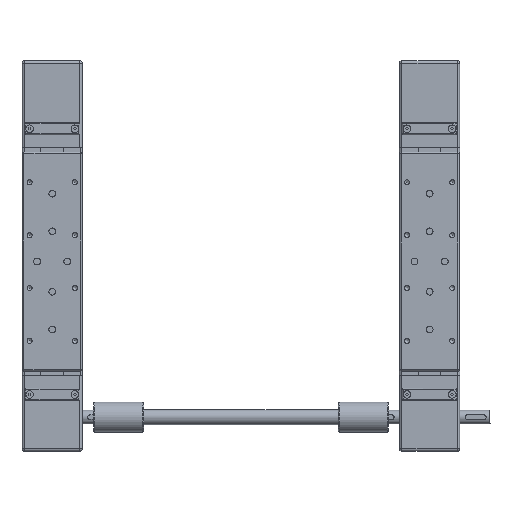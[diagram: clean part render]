
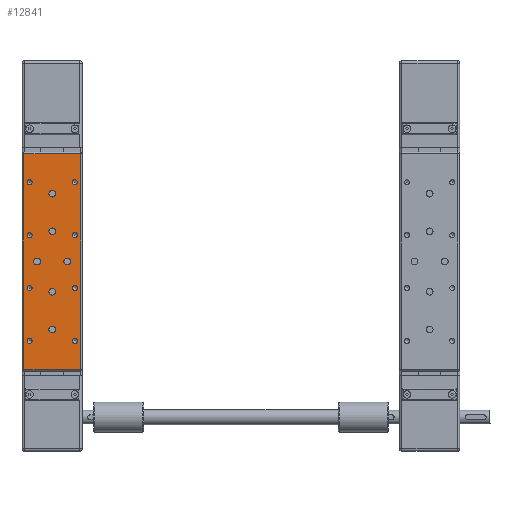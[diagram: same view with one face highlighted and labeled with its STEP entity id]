
A CAD part, top view. The second image highlights one B-rep face of the part: STEP entity #12841.
In plain terms, the highlighted face is planar.
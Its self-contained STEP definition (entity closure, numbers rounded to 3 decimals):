
#12316=CARTESIAN_POINT('',(37.499,60.001,-297.814));
#12317=VERTEX_POINT('',#12316);
#12366=CARTESIAN_POINT('',(-37.501,60.,-297.814));
#12367=VERTEX_POINT('',#12366);
#12429=CARTESIAN_POINT('',(37.499,60.001,-297.814));
#12430=DIRECTION('',(-1.,0.,0.0));
#12431=VECTOR('',#12430,75.);
#12432=LINE('',#12429,#12431);
#12433=EDGE_CURVE('',#12317,#12367,#12432,.T.);
#12443=CARTESIAN_POINT('',(37.499,60.001,-583.814));
#12444=VERTEX_POINT('',#12443);
#12495=CARTESIAN_POINT('',(-37.501,60.,-583.814));
#12496=VERTEX_POINT('',#12495);
#12558=CARTESIAN_POINT('',(-37.501,60.,-297.814));
#12559=DIRECTION('',(0.0,0.0,-1.0));
#12560=VECTOR('',#12559,286.0);
#12561=LINE('',#12558,#12560);
#12562=EDGE_CURVE('',#12367,#12496,#12561,.T.);
#12580=CARTESIAN_POINT('',(-37.501,60.,-583.814));
#12581=DIRECTION('',(1.,0.,0.0));
#12582=VECTOR('',#12581,75.0);
#12583=LINE('',#12580,#12582);
#12584=EDGE_CURVE('',#12496,#12444,#12583,.T.);
#12597=CARTESIAN_POINT('',(37.499,60.001,-583.814));
#12598=DIRECTION('',(0.0,0.0,1.0));
#12599=VECTOR('',#12598,286.);
#12600=LINE('',#12597,#12599);
#12601=EDGE_CURVE('',#12444,#12317,#12600,.T.);
#12676=CARTESIAN_POINT('',(-0.001,60.,-440.814));
#12677=DIRECTION('',(0.,1.,0.));
#12678=DIRECTION('',(0.0,0.0,1.0));
#12679=AXIS2_PLACEMENT_3D('',#12676,#12677,#12678);
#12680=PLANE('',#12679);
#12681=ORIENTED_EDGE('',*,*,#12433,.F.);
#12682=ORIENTED_EDGE('',*,*,#12601,.F.);
#12683=ORIENTED_EDGE('',*,*,#12584,.F.);
#12684=ORIENTED_EDGE('',*,*,#12562,.F.);
#12685=EDGE_LOOP('',(#12681,#12682,#12683,#12684));
#12686=FACE_OUTER_BOUND('',#12685,.T.);
#12687=CARTESIAN_POINT('',(-15.501,60.,-440.814));
#12688=VERTEX_POINT('',#12687);
#12689=CARTESIAN_POINT('',(-20.001,60.,-440.814));
#12690=DIRECTION('',(0.,-1.,0.));
#12691=DIRECTION('',(1.,0.,0.));
#12692=AXIS2_PLACEMENT_3D('',#12689,#12690,#12691);
#12693=CIRCLE('',#12692,4.5);
#12694=EDGE_CURVE('',#12688,#12688,#12693,.T.);
#12695=ORIENTED_EDGE('',*,*,#12694,.T.);
#12696=EDGE_LOOP('',(#12695));
#12697=FACE_BOUND('',#12696,.T.);
#12698=CARTESIAN_POINT('',(24.499,60.001,-440.814));
#12699=VERTEX_POINT('',#12698);
#12700=CARTESIAN_POINT('',(19.999,60.001,-440.814));
#12701=DIRECTION('',(0.,-1.,0.));
#12702=DIRECTION('',(1.,0.,0.));
#12703=AXIS2_PLACEMENT_3D('',#12700,#12701,#12702);
#12704=CIRCLE('',#12703,4.5);
#12705=EDGE_CURVE('',#12699,#12699,#12704,.T.);
#12706=ORIENTED_EDGE('',*,*,#12705,.T.);
#12707=EDGE_LOOP('',(#12706));
#12708=FACE_BOUND('',#12707,.T.);
#12709=CARTESIAN_POINT('',(4.499,60.,-480.814));
#12710=VERTEX_POINT('',#12709);
#12711=CARTESIAN_POINT('',(-0.001,60.,-480.814));
#12712=DIRECTION('',(0.,-1.,0.));
#12713=DIRECTION('',(1.,0.,0.));
#12714=AXIS2_PLACEMENT_3D('',#12711,#12712,#12713);
#12715=CIRCLE('',#12714,4.5);
#12716=EDGE_CURVE('',#12710,#12710,#12715,.T.);
#12717=ORIENTED_EDGE('',*,*,#12716,.T.);
#12718=EDGE_LOOP('',(#12717));
#12719=FACE_BOUND('',#12718,.T.);
#12720=CARTESIAN_POINT('',(4.499,60.,-530.814));
#12721=VERTEX_POINT('',#12720);
#12722=CARTESIAN_POINT('',(-0.001,60.,-530.814));
#12723=DIRECTION('',(0.,-1.,0.));
#12724=DIRECTION('',(1.,0.,0.));
#12725=AXIS2_PLACEMENT_3D('',#12722,#12723,#12724);
#12726=CIRCLE('',#12725,4.5);
#12727=EDGE_CURVE('',#12721,#12721,#12726,.T.);
#12728=ORIENTED_EDGE('',*,*,#12727,.T.);
#12729=EDGE_LOOP('',(#12728));
#12730=FACE_BOUND('',#12729,.T.);
#12731=CARTESIAN_POINT('',(4.499,60.,-400.814));
#12732=VERTEX_POINT('',#12731);
#12733=CARTESIAN_POINT('',(-0.001,60.,-400.814));
#12734=DIRECTION('',(0.,-1.,0.));
#12735=DIRECTION('',(1.,0.,0.));
#12736=AXIS2_PLACEMENT_3D('',#12733,#12734,#12735);
#12737=CIRCLE('',#12736,4.5);
#12738=EDGE_CURVE('',#12732,#12732,#12737,.T.);
#12739=ORIENTED_EDGE('',*,*,#12738,.T.);
#12740=EDGE_LOOP('',(#12739));
#12741=FACE_BOUND('',#12740,.T.);
#12742=CARTESIAN_POINT('',(4.499,60.,-350.814));
#12743=VERTEX_POINT('',#12742);
#12744=CARTESIAN_POINT('',(-0.001,60.,-350.814));
#12745=DIRECTION('',(0.,-1.,0.));
#12746=DIRECTION('',(1.,0.,0.));
#12747=AXIS2_PLACEMENT_3D('',#12744,#12745,#12746);
#12748=CIRCLE('',#12747,4.5);
#12749=EDGE_CURVE('',#12743,#12743,#12748,.T.);
#12750=ORIENTED_EDGE('',*,*,#12749,.T.);
#12751=EDGE_LOOP('',(#12750));
#12752=FACE_BOUND('',#12751,.T.);
#12753=CARTESIAN_POINT('',(-26.677,60.,-335.814));
#12754=VERTEX_POINT('',#12753);
#12755=CARTESIAN_POINT('',(-30.001,60.,-335.814));
#12756=DIRECTION('',(0.,-1.,0.));
#12757=DIRECTION('',(1.,0.,0.));
#12758=AXIS2_PLACEMENT_3D('',#12755,#12756,#12757);
#12759=CIRCLE('',#12758,3.324);
#12760=EDGE_CURVE('',#12754,#12754,#12759,.T.);
#12761=ORIENTED_EDGE('',*,*,#12760,.T.);
#12762=EDGE_LOOP('',(#12761));
#12763=FACE_BOUND('',#12762,.T.);
#12764=CARTESIAN_POINT('',(33.323,60.001,-335.814));
#12765=VERTEX_POINT('',#12764);
#12766=CARTESIAN_POINT('',(29.999,60.001,-335.814));
#12767=DIRECTION('',(0.,-1.,0.));
#12768=DIRECTION('',(1.,0.,0.));
#12769=AXIS2_PLACEMENT_3D('',#12766,#12767,#12768);
#12770=CIRCLE('',#12769,3.324);
#12771=EDGE_CURVE('',#12765,#12765,#12770,.T.);
#12772=ORIENTED_EDGE('',*,*,#12771,.T.);
#12773=EDGE_LOOP('',(#12772));
#12774=FACE_BOUND('',#12773,.T.);
#12775=CARTESIAN_POINT('',(33.323,60.001,-405.814));
#12776=VERTEX_POINT('',#12775);
#12777=CARTESIAN_POINT('',(29.999,60.001,-405.814));
#12778=DIRECTION('',(0.,-1.,0.));
#12779=DIRECTION('',(1.,0.,0.));
#12780=AXIS2_PLACEMENT_3D('',#12777,#12778,#12779);
#12781=CIRCLE('',#12780,3.324);
#12782=EDGE_CURVE('',#12776,#12776,#12781,.T.);
#12783=ORIENTED_EDGE('',*,*,#12782,.T.);
#12784=EDGE_LOOP('',(#12783));
#12785=FACE_BOUND('',#12784,.T.);
#12786=CARTESIAN_POINT('',(-26.677,60.,-405.814));
#12787=VERTEX_POINT('',#12786);
#12788=CARTESIAN_POINT('',(-30.001,60.,-405.814));
#12789=DIRECTION('',(0.,-1.,0.));
#12790=DIRECTION('',(1.,0.,0.));
#12791=AXIS2_PLACEMENT_3D('',#12788,#12789,#12790);
#12792=CIRCLE('',#12791,3.324);
#12793=EDGE_CURVE('',#12787,#12787,#12792,.T.);
#12794=ORIENTED_EDGE('',*,*,#12793,.T.);
#12795=EDGE_LOOP('',(#12794));
#12796=FACE_BOUND('',#12795,.T.);
#12797=CARTESIAN_POINT('',(-26.677,60.,-475.814));
#12798=VERTEX_POINT('',#12797);
#12799=CARTESIAN_POINT('',(-30.001,60.,-475.814));
#12800=DIRECTION('',(0.,-1.,0.));
#12801=DIRECTION('',(1.,0.,0.));
#12802=AXIS2_PLACEMENT_3D('',#12799,#12800,#12801);
#12803=CIRCLE('',#12802,3.324);
#12804=EDGE_CURVE('',#12798,#12798,#12803,.T.);
#12805=ORIENTED_EDGE('',*,*,#12804,.T.);
#12806=EDGE_LOOP('',(#12805));
#12807=FACE_BOUND('',#12806,.T.);
#12808=CARTESIAN_POINT('',(33.323,60.001,-475.814));
#12809=VERTEX_POINT('',#12808);
#12810=CARTESIAN_POINT('',(29.999,60.001,-475.814));
#12811=DIRECTION('',(0.,-1.,0.));
#12812=DIRECTION('',(1.,0.,0.));
#12813=AXIS2_PLACEMENT_3D('',#12810,#12811,#12812);
#12814=CIRCLE('',#12813,3.324);
#12815=EDGE_CURVE('',#12809,#12809,#12814,.T.);
#12816=ORIENTED_EDGE('',*,*,#12815,.T.);
#12817=EDGE_LOOP('',(#12816));
#12818=FACE_BOUND('',#12817,.T.);
#12819=CARTESIAN_POINT('',(33.323,60.001,-545.814));
#12820=VERTEX_POINT('',#12819);
#12821=CARTESIAN_POINT('',(29.999,60.001,-545.814));
#12822=DIRECTION('',(0.,-1.,0.));
#12823=DIRECTION('',(1.,0.,0.));
#12824=AXIS2_PLACEMENT_3D('',#12821,#12822,#12823);
#12825=CIRCLE('',#12824,3.324);
#12826=EDGE_CURVE('',#12820,#12820,#12825,.T.);
#12827=ORIENTED_EDGE('',*,*,#12826,.T.);
#12828=EDGE_LOOP('',(#12827));
#12829=FACE_BOUND('',#12828,.T.);
#12830=CARTESIAN_POINT('',(-26.677,60.,-545.814));
#12831=VERTEX_POINT('',#12830);
#12832=CARTESIAN_POINT('',(-30.001,60.,-545.814));
#12833=DIRECTION('',(0.,-1.,0.));
#12834=DIRECTION('',(1.,0.,0.));
#12835=AXIS2_PLACEMENT_3D('',#12832,#12833,#12834);
#12836=CIRCLE('',#12835,3.324);
#12837=EDGE_CURVE('',#12831,#12831,#12836,.T.);
#12838=ORIENTED_EDGE('',*,*,#12837,.T.);
#12839=EDGE_LOOP('',(#12838));
#12840=FACE_BOUND('',#12839,.T.);
#12841=ADVANCED_FACE('',(#12686,#12697,#12708,#12719,#12730,#12741,#12752,#12763,#12774,#12785,#12796,#12807,#12818,#12829,#12840),#12680,.T.);
